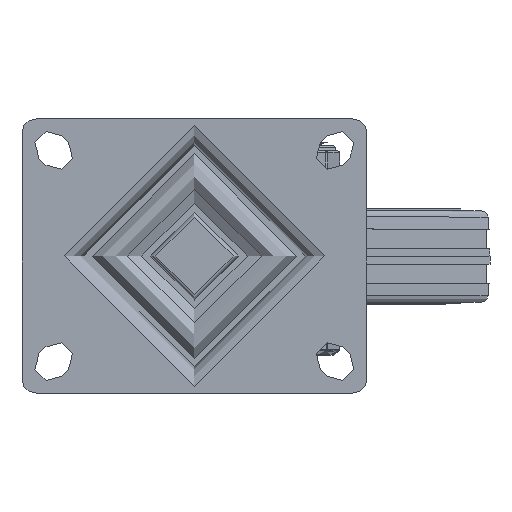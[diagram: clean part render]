
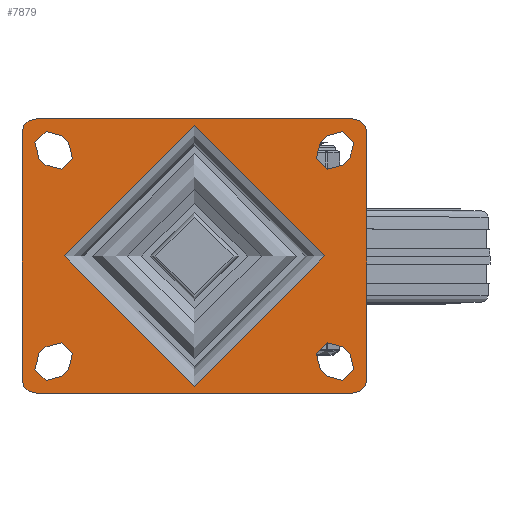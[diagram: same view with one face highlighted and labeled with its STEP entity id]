
A CAD part, top view. The second image highlights one B-rep face of the part: STEP entity #7879.
In plain terms, the highlighted planar face has unit normal (0, 0, 1).
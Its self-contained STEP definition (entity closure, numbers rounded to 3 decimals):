
#570=FACE_BOUND('',#1840,.T.);
#571=FACE_BOUND('',#1841,.T.);
#572=FACE_BOUND('',#1842,.T.);
#573=FACE_BOUND('',#1843,.T.);
#574=FACE_BOUND('',#1844,.T.);
#698=CIRCLE('',#8496,4.5);
#700=CIRCLE('',#8500,4.5);
#702=CIRCLE('',#8504,4.5);
#704=CIRCLE('',#8508,4.5);
#706=CIRCLE('',#8512,4.5);
#708=CIRCLE('',#8516,4.5);
#710=CIRCLE('',#8520,4.5);
#712=CIRCLE('',#8524,4.5);
#718=CIRCLE('',#8532,37.);
#727=CIRCLE('',#8546,4.);
#729=CIRCLE('',#8549,4.);
#731=CIRCLE('',#8552,4.);
#733=CIRCLE('',#8555,4.);
#1342=FACE_OUTER_BOUND('',#1839,.T.);
#1839=EDGE_LOOP('',(#5484,#5485,#5486,#5487,#5488,#5489,#5490,#5491));
#1840=EDGE_LOOP('',(#5492,#5493,#5494,#5495));
#1841=EDGE_LOOP('',(#5496,#5497,#5498,#5499));
#1842=EDGE_LOOP('',(#5500,#5501,#5502,#5503));
#1843=EDGE_LOOP('',(#5504,#5505,#5506,#5507));
#1844=EDGE_LOOP('',(#5508));
#2377=LINE('',#11936,#2921);
#2381=LINE('',#11948,#2925);
#2385=LINE('',#11960,#2929);
#2389=LINE('',#11972,#2933);
#2393=LINE('',#11984,#2937);
#2397=LINE('',#11996,#2941);
#2401=LINE('',#12008,#2945);
#2405=LINE('',#12020,#2949);
#2421=LINE('',#12137,#2965);
#2423=LINE('',#12140,#2967);
#2425=LINE('',#12143,#2969);
#2426=LINE('',#12144,#2970);
#2921=VECTOR('',#9465,10.);
#2925=VECTOR('',#9477,10.);
#2929=VECTOR('',#9489,10.);
#2933=VECTOR('',#9501,10.);
#2937=VECTOR('',#9513,10.);
#2941=VECTOR('',#9525,10.);
#2945=VECTOR('',#9537,10.);
#2949=VECTOR('',#9549,10.);
#2965=VECTOR('',#9691,1000.);
#2967=VECTOR('',#9695,1000.);
#2969=VECTOR('',#9699,1000.);
#2970=VECTOR('',#9700,1000.);
#3465=VERTEX_POINT('',#11933);
#3466=VERTEX_POINT('',#11935);
#3468=VERTEX_POINT('',#11941);
#3470=VERTEX_POINT('',#11947);
#3473=VERTEX_POINT('',#11957);
#3474=VERTEX_POINT('',#11959);
#3476=VERTEX_POINT('',#11965);
#3478=VERTEX_POINT('',#11971);
#3481=VERTEX_POINT('',#11981);
#3482=VERTEX_POINT('',#11983);
#3484=VERTEX_POINT('',#11989);
#3486=VERTEX_POINT('',#11995);
#3489=VERTEX_POINT('',#12005);
#3490=VERTEX_POINT('',#12007);
#3492=VERTEX_POINT('',#12013);
#3494=VERTEX_POINT('',#12019);
#3498=VERTEX_POINT('',#12034);
#3505=VERTEX_POINT('',#12058);
#3506=VERTEX_POINT('',#12059);
#3509=VERTEX_POINT('',#12067);
#3510=VERTEX_POINT('',#12068);
#3513=VERTEX_POINT('',#12076);
#3514=VERTEX_POINT('',#12077);
#3517=VERTEX_POINT('',#12085);
#3518=VERTEX_POINT('',#12086);
#4186=EDGE_CURVE('',#3466,#3465,#2377,.T.);
#4189=EDGE_CURVE('',#3468,#3466,#698,.T.);
#4192=EDGE_CURVE('',#3470,#3468,#2381,.T.);
#4195=EDGE_CURVE('',#3465,#3470,#700,.T.);
#4198=EDGE_CURVE('',#3474,#3473,#2385,.T.);
#4201=EDGE_CURVE('',#3476,#3474,#702,.T.);
#4204=EDGE_CURVE('',#3478,#3476,#2389,.T.);
#4207=EDGE_CURVE('',#3473,#3478,#704,.T.);
#4210=EDGE_CURVE('',#3482,#3481,#2393,.T.);
#4213=EDGE_CURVE('',#3484,#3482,#706,.T.);
#4216=EDGE_CURVE('',#3486,#3484,#2397,.T.);
#4219=EDGE_CURVE('',#3481,#3486,#708,.T.);
#4222=EDGE_CURVE('',#3490,#3489,#2401,.T.);
#4225=EDGE_CURVE('',#3492,#3490,#710,.T.);
#4228=EDGE_CURVE('',#3494,#3492,#2405,.T.);
#4231=EDGE_CURVE('',#3489,#3494,#712,.T.);
#4237=EDGE_CURVE('',#3498,#3498,#718,.T.);
#4248=EDGE_CURVE('',#3505,#3506,#727,.T.);
#4252=EDGE_CURVE('',#3509,#3510,#729,.T.);
#4256=EDGE_CURVE('',#3513,#3514,#731,.T.);
#4260=EDGE_CURVE('',#3517,#3518,#733,.T.);
#4283=EDGE_CURVE('',#3518,#3509,#2421,.T.);
#4285=EDGE_CURVE('',#3510,#3505,#2423,.T.);
#4287=EDGE_CURVE('',#3514,#3517,#2425,.T.);
#4288=EDGE_CURVE('',#3506,#3513,#2426,.T.);
#5484=ORIENTED_EDGE('',*,*,#4260,.F.);
#5485=ORIENTED_EDGE('',*,*,#4287,.F.);
#5486=ORIENTED_EDGE('',*,*,#4256,.F.);
#5487=ORIENTED_EDGE('',*,*,#4288,.F.);
#5488=ORIENTED_EDGE('',*,*,#4248,.F.);
#5489=ORIENTED_EDGE('',*,*,#4285,.F.);
#5490=ORIENTED_EDGE('',*,*,#4252,.F.);
#5491=ORIENTED_EDGE('',*,*,#4283,.F.);
#5492=ORIENTED_EDGE('',*,*,#4192,.T.);
#5493=ORIENTED_EDGE('',*,*,#4189,.T.);
#5494=ORIENTED_EDGE('',*,*,#4186,.T.);
#5495=ORIENTED_EDGE('',*,*,#4195,.T.);
#5496=ORIENTED_EDGE('',*,*,#4204,.T.);
#5497=ORIENTED_EDGE('',*,*,#4201,.T.);
#5498=ORIENTED_EDGE('',*,*,#4198,.T.);
#5499=ORIENTED_EDGE('',*,*,#4207,.T.);
#5500=ORIENTED_EDGE('',*,*,#4216,.T.);
#5501=ORIENTED_EDGE('',*,*,#4213,.T.);
#5502=ORIENTED_EDGE('',*,*,#4210,.T.);
#5503=ORIENTED_EDGE('',*,*,#4219,.T.);
#5504=ORIENTED_EDGE('',*,*,#4228,.T.);
#5505=ORIENTED_EDGE('',*,*,#4225,.T.);
#5506=ORIENTED_EDGE('',*,*,#4222,.T.);
#5507=ORIENTED_EDGE('',*,*,#4231,.T.);
#5508=ORIENTED_EDGE('',*,*,#4237,.F.);
#7652=PLANE('',#8586);
#7879=ADVANCED_FACE('',(#1342,#570,#571,#572,#573,#574),#7652,.T.);
#8496=AXIS2_PLACEMENT_3D('',#11942,#9471,#9472);
#8500=AXIS2_PLACEMENT_3D('',#11952,#9483,#9484);
#8504=AXIS2_PLACEMENT_3D('',#11966,#9495,#9496);
#8508=AXIS2_PLACEMENT_3D('',#11976,#9507,#9508);
#8512=AXIS2_PLACEMENT_3D('',#11990,#9519,#9520);
#8516=AXIS2_PLACEMENT_3D('',#12000,#9531,#9532);
#8520=AXIS2_PLACEMENT_3D('',#12014,#9543,#9544);
#8524=AXIS2_PLACEMENT_3D('',#12024,#9555,#9556);
#8532=AXIS2_PLACEMENT_3D('',#12036,#9571,#9572);
#8546=AXIS2_PLACEMENT_3D('',#12060,#9601,#9602);
#8549=AXIS2_PLACEMENT_3D('',#12069,#9609,#9610);
#8552=AXIS2_PLACEMENT_3D('',#12078,#9617,#9618);
#8555=AXIS2_PLACEMENT_3D('',#12087,#9625,#9626);
#8586=AXIS2_PLACEMENT_3D('',#12142,#9697,#9698);
#9465=DIRECTION('',(0.707,0.707,0.));
#9471=DIRECTION('center_axis',(0.,0.,-1.));
#9472=DIRECTION('ref_axis',(-0.707,0.707,0.));
#9477=DIRECTION('',(-0.707,-0.707,0.));
#9483=DIRECTION('center_axis',(0.,0.,-1.));
#9484=DIRECTION('ref_axis',(0.707,-0.707,0.));
#9489=DIRECTION('',(-0.707,0.707,0.));
#9495=DIRECTION('center_axis',(0.,0.,-1.));
#9496=DIRECTION('ref_axis',(-0.707,-0.707,0.));
#9501=DIRECTION('',(0.707,-0.707,0.));
#9507=DIRECTION('center_axis',(0.,0.,-1.));
#9508=DIRECTION('ref_axis',(0.707,0.707,0.));
#9513=DIRECTION('',(0.707,-0.707,0.));
#9519=DIRECTION('center_axis',(0.,0.,-1.));
#9520=DIRECTION('ref_axis',(0.707,0.707,0.));
#9525=DIRECTION('',(-0.707,0.707,0.));
#9531=DIRECTION('center_axis',(0.,0.,-1.));
#9532=DIRECTION('ref_axis',(-0.707,-0.707,0.));
#9537=DIRECTION('',(-0.707,-0.707,0.));
#9543=DIRECTION('center_axis',(0.,0.,-1.));
#9544=DIRECTION('ref_axis',(0.707,-0.707,0.));
#9549=DIRECTION('',(0.707,0.707,0.));
#9555=DIRECTION('center_axis',(0.,0.,-1.));
#9556=DIRECTION('ref_axis',(-0.707,0.707,0.));
#9571=DIRECTION('center_axis',(0.,0.,1.));
#9572=DIRECTION('ref_axis',(-1.,0.,0.));
#9601=DIRECTION('center_axis',(0.,0.,-1.));
#9602=DIRECTION('ref_axis',(-0.707,0.707,0.));
#9609=DIRECTION('center_axis',(0.,0.,-1.));
#9610=DIRECTION('ref_axis',(-0.707,-0.707,0.));
#9617=DIRECTION('center_axis',(0.,0.,-1.));
#9618=DIRECTION('ref_axis',(0.707,0.707,0.));
#9625=DIRECTION('center_axis',(0.,0.,-1.));
#9626=DIRECTION('ref_axis',(0.707,-0.707,0.));
#9691=DIRECTION('',(-1.,0.,0.));
#9695=DIRECTION('',(0.,1.,0.));
#9697=DIRECTION('center_axis',(0.,0.,1.));
#9698=DIRECTION('ref_axis',(1.,0.,0.));
#9699=DIRECTION('',(0.,-1.,0.));
#9700=DIRECTION('',(1.,0.,0.));
#11933=CARTESIAN_POINT('',(37.818,34.182,0.));
#11935=CARTESIAN_POINT('',(35.818,32.182,0.));
#11936=CARTESIAN_POINT('',(18.818,15.182,0.));
#11941=CARTESIAN_POINT('',(42.182,25.818,0.));
#11942=CARTESIAN_POINT('Origin',(39.,29.,0.));
#11947=CARTESIAN_POINT('',(44.182,27.818,0.));
#11948=CARTESIAN_POINT('',(26.182,9.818,0.));
#11952=CARTESIAN_POINT('Origin',(41.,31.,0.));
#11957=CARTESIAN_POINT('',(35.818,-32.182,0.));
#11959=CARTESIAN_POINT('',(37.818,-34.182,0.));
#11960=CARTESIAN_POINT('',(19.818,-16.182,0.));
#11965=CARTESIAN_POINT('',(44.182,-27.818,0.));
#11966=CARTESIAN_POINT('Origin',(41.,-31.,0.));
#11971=CARTESIAN_POINT('',(42.182,-25.818,0.));
#11972=CARTESIAN_POINT('',(25.182,-8.818,0.));
#11976=CARTESIAN_POINT('Origin',(39.,-29.,0.));
#11981=CARTESIAN_POINT('',(-35.818,32.182,0.));
#11983=CARTESIAN_POINT('',(-37.818,34.182,0.));
#11984=CARTESIAN_POINT('',(-19.818,16.182,0.));
#11989=CARTESIAN_POINT('',(-44.182,27.818,0.));
#11990=CARTESIAN_POINT('Origin',(-41.,31.,0.));
#11995=CARTESIAN_POINT('',(-42.182,25.818,0.));
#11996=CARTESIAN_POINT('',(-25.182,8.818,0.));
#12000=CARTESIAN_POINT('Origin',(-39.,29.,0.));
#12005=CARTESIAN_POINT('',(-37.818,-34.182,0.));
#12007=CARTESIAN_POINT('',(-35.818,-32.182,0.));
#12008=CARTESIAN_POINT('',(-18.818,-15.182,0.));
#12013=CARTESIAN_POINT('',(-42.182,-25.818,0.));
#12014=CARTESIAN_POINT('Origin',(-39.,-29.,0.));
#12019=CARTESIAN_POINT('',(-44.182,-27.818,0.));
#12020=CARTESIAN_POINT('',(-26.182,-9.818,0.));
#12024=CARTESIAN_POINT('Origin',(-41.,-31.,0.));
#12034=CARTESIAN_POINT('',(-37.,0.,0.));
#12036=CARTESIAN_POINT('Origin',(0.,0.,0.));
#12058=CARTESIAN_POINT('',(-49.,35.,0.));
#12059=CARTESIAN_POINT('',(-45.,39.,0.));
#12060=CARTESIAN_POINT('Origin',(-45.,35.,0.));
#12067=CARTESIAN_POINT('',(-45.,-39.,0.));
#12068=CARTESIAN_POINT('',(-49.,-35.,0.));
#12069=CARTESIAN_POINT('Origin',(-45.,-35.,0.));
#12076=CARTESIAN_POINT('',(45.,39.,0.));
#12077=CARTESIAN_POINT('',(49.,35.,0.));
#12078=CARTESIAN_POINT('Origin',(45.,35.,0.));
#12085=CARTESIAN_POINT('',(49.,-35.,0.));
#12086=CARTESIAN_POINT('',(45.,-39.,0.));
#12087=CARTESIAN_POINT('Origin',(45.,-35.,0.));
#12137=CARTESIAN_POINT('',(49.,-39.,0.));
#12140=CARTESIAN_POINT('',(-49.,-39.,0.));
#12142=CARTESIAN_POINT('Origin',(0.,0.,0.));
#12143=CARTESIAN_POINT('',(49.,39.,0.));
#12144=CARTESIAN_POINT('',(-49.,39.,0.));
